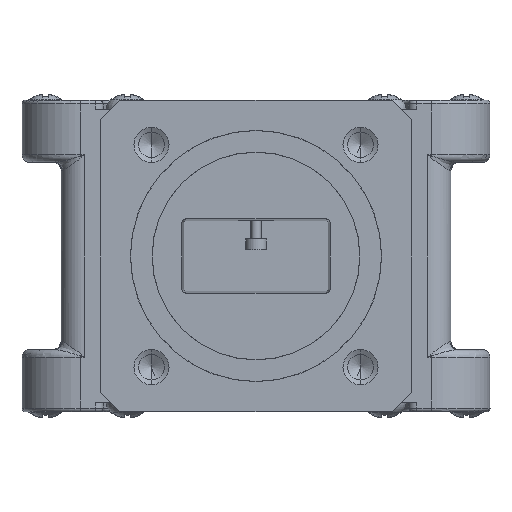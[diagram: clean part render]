
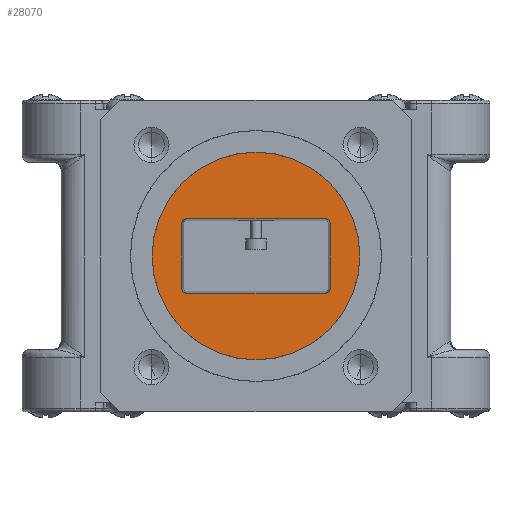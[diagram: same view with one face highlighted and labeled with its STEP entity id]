
A CAD part, front view. The second image highlights one B-rep face of the part: STEP entity #28070.
In plain terms, the highlighted planar face has unit normal (0, -1, 0).
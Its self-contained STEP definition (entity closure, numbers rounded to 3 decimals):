
#1330 = CIRCLE ( 'NONE', #44471, 0.5 ) ;
#4605 = VECTOR ( 'NONE', #23729, 1000. ) ;
#4920 = CARTESIAN_POINT ( 'NONE',  ( 51.578, 119.685, 4.75 ) ) ;
#5999 = ORIENTED_EDGE ( 'NONE', *, *, #25809, .F. ) ;
#6078 = DIRECTION ( 'NONE',  ( 0., 0., -1. ) ) ;
#8354 = CARTESIAN_POINT ( 'NONE',  ( 47.012, 119.685, 13.3 ) ) ;
#8453 = CARTESIAN_POINT ( 'NONE',  ( 51.578, 119.685, -4.75 ) ) ;
#8696 = DIRECTION ( 'NONE',  ( 0., 0., -1. ) ) ;
#9059 = PLANE ( 'NONE',  #25535 ) ;
#9144 = ORIENTED_EDGE ( 'NONE', *, *, #36997, .F. ) ;
#9708 = CIRCLE ( 'NONE', #50543, 0.5 ) ;
#11375 = AXIS2_PLACEMENT_3D ( 'NONE', #62151, #17225, #28584 ) ;
#12252 = DIRECTION ( 'NONE',  ( 0., 0., -1. ) ) ;
#14543 = ORIENTED_EDGE ( 'NONE', *, *, #54709, .F. ) ;
#14876 = CIRCLE ( 'NONE', #11375, 0.5 ) ;
#15642 = FACE_BOUND ( 'NONE', #26028, .T. ) ;
#15884 = DIRECTION ( 'NONE',  ( -1., 0., 0. ) ) ;
#16358 = VECTOR ( 'NONE', #24549, 1000. ) ;
#16851 = CARTESIAN_POINT ( 'NONE',  ( 60.578, 119.685, 0. ) ) ;
#17225 = DIRECTION ( 'NONE',  ( 0., -1., 0. ) ) ;
#17403 = DIRECTION ( 'NONE',  ( 0., -1., 0. ) ) ;
#18394 = CARTESIAN_POINT ( 'NONE',  ( 51.578, 119.685, 4.75 ) ) ;
#18858 = VECTOR ( 'NONE', #6078, 1000. ) ;
#19760 = VERTEX_POINT ( 'NONE', #62617 ) ;
#22469 = VERTEX_POINT ( 'NONE', #28557 ) ;
#23729 = DIRECTION ( 'NONE',  ( 0., 0., 1. ) ) ;
#23965 = CARTESIAN_POINT ( 'NONE',  ( 51.078, 119.685, -4.25 ) ) ;
#24549 = DIRECTION ( 'NONE',  ( 1., 0., 0. ) ) ;
#24796 = DIRECTION ( 'NONE',  ( 0., -1., 0. ) ) ;
#25535 = AXIS2_PLACEMENT_3D ( 'NONE', #8354, #59461, #31040 ) ;
#25766 = CARTESIAN_POINT ( 'NONE',  ( 69.578, 119.685, 4.75 ) ) ;
#25809 = EDGE_CURVE ( 'NONE', #19760, #26509, #14876, .T. ) ;
#26028 = EDGE_LOOP ( 'NONE', ( #40926, #64607, #67107, #5999, #59602, #14543, #9144, #68182 ) ) ;
#26047 = VECTOR ( 'NONE', #15884, 1000. ) ;
#26509 = VERTEX_POINT ( 'NONE', #25766 ) ;
#26681 = ORIENTED_EDGE ( 'NONE', *, *, #57822, .T. ) ;
#27929 = EDGE_LOOP ( 'NONE', ( #26681, #64869 ) ) ;
#28070 = ADVANCED_FACE ( 'NONE', ( #15642, #48844 ), #9059, .T. ) ;
#28557 = CARTESIAN_POINT ( 'NONE',  ( 60.578, 119.685, -13.3 ) ) ;
#28584 = DIRECTION ( 'NONE',  ( 0., 0., -1. ) ) ;
#28701 = VERTEX_POINT ( 'NONE', #31222 ) ;
#31040 = DIRECTION ( 'NONE',  ( 0., 0., -1. ) ) ;
#31222 = CARTESIAN_POINT ( 'NONE',  ( 51.578, 119.685, -4.75 ) ) ;
#34377 = CARTESIAN_POINT ( 'NONE',  ( 70.078, 119.685, -4.25 ) ) ;
#35794 = DIRECTION ( 'NONE',  ( 0., 0., -1. ) ) ;
#36371 = EDGE_CURVE ( 'NONE', #37406, #19760, #40545, .T. ) ;
#36997 = EDGE_CURVE ( 'NONE', #28701, #38839, #57427, .T. ) ;
#37406 = VERTEX_POINT ( 'NONE', #69409 ) ;
#38371 = AXIS2_PLACEMENT_3D ( 'NONE', #58030, #24796, #8696 ) ;
#38822 = AXIS2_PLACEMENT_3D ( 'NONE', #16851, #71639, #43862 ) ;
#38839 = VERTEX_POINT ( 'NONE', #53892 ) ;
#40043 = CARTESIAN_POINT ( 'NONE',  ( 51.578, 119.685, -4.25 ) ) ;
#40545 = LINE ( 'NONE', #34377, #4605 ) ;
#40667 = EDGE_CURVE ( 'NONE', #67954, #52904, #61972, .T. ) ;
#40926 = ORIENTED_EDGE ( 'NONE', *, *, #40667, .F. ) ;
#43862 = DIRECTION ( 'NONE',  ( 0., 0., 1. ) ) ;
#44471 = AXIS2_PLACEMENT_3D ( 'NONE', #40043, #17403, #12252 ) ;
#46726 = CIRCLE ( 'NONE', #57258, 13.3 ) ;
#47036 = VERTEX_POINT ( 'NONE', #18394 ) ;
#47725 = EDGE_CURVE ( 'NONE', #26509, #47036, #65933, .T. ) ;
#48565 = CARTESIAN_POINT ( 'NONE',  ( 60.578, 119.685, 0. ) ) ;
#48844 = FACE_OUTER_BOUND ( 'NONE', #27929, .T. ) ;
#50543 = AXIS2_PLACEMENT_3D ( 'NONE', #69411, #62847, #35794 ) ;
#52904 = VERTEX_POINT ( 'NONE', #68465 ) ;
#53892 = CARTESIAN_POINT ( 'NONE',  ( 69.578, 119.685, -4.75 ) ) ;
#54709 = EDGE_CURVE ( 'NONE', #38839, #37406, #58188, .T. ) ;
#57258 = AXIS2_PLACEMENT_3D ( 'NONE', #48565, #66479, #65396 ) ;
#57427 = LINE ( 'NONE', #8453, #16358 ) ;
#57822 = EDGE_CURVE ( 'NONE', #61852, #22469, #46726, .T. ) ;
#58030 = CARTESIAN_POINT ( 'NONE',  ( 69.578, 119.685, -4.25 ) ) ;
#58188 = CIRCLE ( 'NONE', #38371, 0.5 ) ;
#58435 = EDGE_CURVE ( 'NONE', #52904, #28701, #1330, .T. ) ;
#59461 = DIRECTION ( 'NONE',  ( 0., -1., 0. ) ) ;
#59602 = ORIENTED_EDGE ( 'NONE', *, *, #36371, .F. ) ;
#61058 = CARTESIAN_POINT ( 'NONE',  ( 51.078, 119.685, 4.25 ) ) ;
#61852 = VERTEX_POINT ( 'NONE', #64183 ) ;
#61972 = LINE ( 'NONE', #23965, #18858 ) ;
#62151 = CARTESIAN_POINT ( 'NONE',  ( 69.578, 119.685, 4.25 ) ) ;
#62617 = CARTESIAN_POINT ( 'NONE',  ( 70.078, 119.685, 4.25 ) ) ;
#62847 = DIRECTION ( 'NONE',  ( 0., -1., 0. ) ) ;
#64183 = CARTESIAN_POINT ( 'NONE',  ( 60.578, 119.685, 13.3 ) ) ;
#64607 = ORIENTED_EDGE ( 'NONE', *, *, #64817, .F. ) ;
#64817 = EDGE_CURVE ( 'NONE', #47036, #67954, #9708, .T. ) ;
#64869 = ORIENTED_EDGE ( 'NONE', *, *, #65817, .T. ) ;
#65396 = DIRECTION ( 'NONE',  ( 0., 0., 1. ) ) ;
#65817 = EDGE_CURVE ( 'NONE', #22469, #61852, #71465, .T. ) ;
#65933 = LINE ( 'NONE', #4920, #26047 ) ;
#66479 = DIRECTION ( 'NONE',  ( 0., -1., 0. ) ) ;
#67107 = ORIENTED_EDGE ( 'NONE', *, *, #47725, .F. ) ;
#67954 = VERTEX_POINT ( 'NONE', #61058 ) ;
#68182 = ORIENTED_EDGE ( 'NONE', *, *, #58435, .F. ) ;
#68465 = CARTESIAN_POINT ( 'NONE',  ( 51.078, 119.685, -4.25 ) ) ;
#69409 = CARTESIAN_POINT ( 'NONE',  ( 70.078, 119.685, -4.25 ) ) ;
#69411 = CARTESIAN_POINT ( 'NONE',  ( 51.578, 119.685, 4.25 ) ) ;
#71465 = CIRCLE ( 'NONE', #38822, 13.3 ) ;
#71639 = DIRECTION ( 'NONE',  ( 0., -1., 0. ) ) ;
